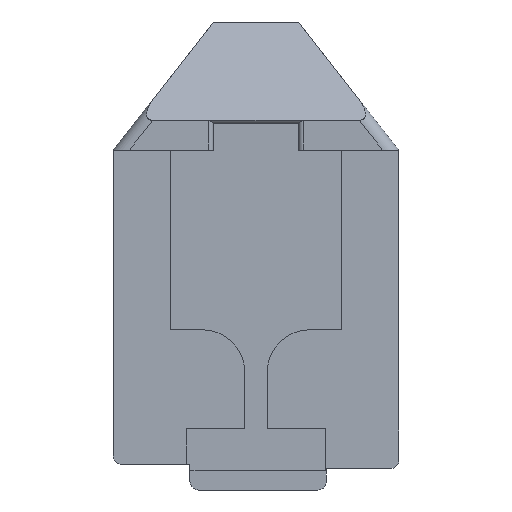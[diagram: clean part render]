
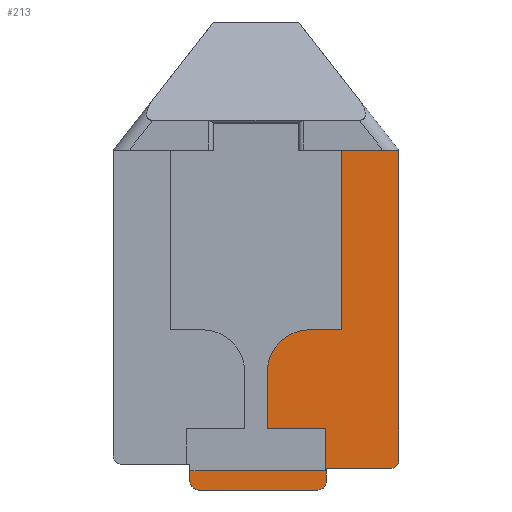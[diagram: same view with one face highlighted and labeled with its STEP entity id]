
A CAD part, front view. The second image highlights one B-rep face of the part: STEP entity #213.
In plain terms, the highlighted planar face has unit normal (0, -1, 0).
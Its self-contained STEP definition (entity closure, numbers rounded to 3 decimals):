
#5 = VERTEX_POINT ( 'NONE', #460 ) ;
#39 = VERTEX_POINT ( 'NONE', #108 ) ;
#66 = DIRECTION ( 'NONE',  ( -1., 0., 0. ) ) ;
#79 = EDGE_CURVE ( 'NONE', #971, #721, #102, .T. ) ;
#83 = LINE ( 'NONE', #894, #1997 ) ;
#85 = CARTESIAN_POINT ( 'NONE',  ( 16.35, 7.7, 0. ) ) ;
#87 = CARTESIAN_POINT ( 'NONE',  ( 20.1, 7.7, 33. ) ) ;
#88 = ORIENTED_EDGE ( 'NONE', *, *, #874, .T. ) ;
#102 = CIRCLE ( 'NONE', #1330, 10. ) ;
#108 = CARTESIAN_POINT ( 'NONE',  ( 16.35, 7.7, 9.85 ) ) ;
#115 = CARTESIAN_POINT ( 'NONE',  ( 20.1, 7.7, 75. ) ) ;
#122 = CARTESIAN_POINT ( 'NONE',  ( -15.45, 7.7, 0. ) ) ;
#124 = VERTEX_POINT ( 'NONE', #85 ) ;
#128 = ORIENTED_EDGE ( 'NONE', *, *, #1804, .T. ) ;
#132 = CARTESIAN_POINT ( 'NONE',  ( 20.1, 7.7, 33. ) ) ;
#139 = CARTESIAN_POINT ( 'NONE',  ( 33.45, 7.7, 2.5 ) ) ;
#146 = DIRECTION ( 'NONE',  ( 0., 0., 1. ) ) ;
#153 = EDGE_LOOP ( 'NONE', ( #839, #1781, #890, #1882, #2078, #834, #555, #524, #1513, #621, #88, #729, #599, #1075, #128, #523 ) ) ;
#184 = VERTEX_POINT ( 'NONE', #207 ) ;
#198 = EDGE_CURVE ( 'NONE', #910, #495, #1815, .T. ) ;
#202 = CARTESIAN_POINT ( 'NONE',  ( -15.45, 7.7, 0. ) ) ;
#207 = CARTESIAN_POINT ( 'NONE',  ( 16.45, 7.7, -2.5 ) ) ;
#210 = VECTOR ( 'NONE', #66, 1000. ) ;
#213 = ADVANCED_FACE ( 'NONE', ( #1022 ), #1952, .F. ) ;
#219 = CARTESIAN_POINT ( 'NONE',  ( 0., 7.7, -4.5 ) ) ;
#228 = CARTESIAN_POINT ( 'NONE',  ( 31.45, 7.7, 0.5 ) ) ;
#238 = LINE ( 'NONE', #2040, #526 ) ;
#242 = DIRECTION ( 'NONE',  ( -1., 0., 0. ) ) ;
#262 = EDGE_CURVE ( 'NONE', #184, #5, #1088, .T. ) ;
#296 = LINE ( 'NONE', #2073, #1287 ) ;
#303 = CARTESIAN_POINT ( 'NONE',  ( -13.45, 7.7, -2.5 ) ) ;
#306 = DIRECTION ( 'NONE',  ( -1., 0., 0. ) ) ;
#308 = DIRECTION ( 'NONE',  ( 0., 0., 1. ) ) ;
#339 = CARTESIAN_POINT ( 'NONE',  ( -13.45, 7.7, -4.5 ) ) ;
#404 = CARTESIAN_POINT ( 'NONE',  ( 16.35, 7.7, 0. ) ) ;
#426 = DIRECTION ( 'NONE',  ( 0., 1., 0. ) ) ;
#432 = EDGE_CURVE ( 'NONE', #1821, #1798, #2016, .T. ) ;
#438 = DIRECTION ( 'NONE',  ( 0., 0., 1. ) ) ;
#449 = VECTOR ( 'NONE', #438, 1000. ) ;
#453 = CIRCLE ( 'NONE', #488, 2. ) ;
#460 = CARTESIAN_POINT ( 'NONE',  ( 16.45, 7.7, 0.5 ) ) ;
#488 = AXIS2_PLACEMENT_3D ( 'NONE', #1169, #1819, #1017 ) ;
#495 = VERTEX_POINT ( 'NONE', #1649 ) ;
#523 = ORIENTED_EDGE ( 'NONE', *, *, #262, .T. ) ;
#524 = ORIENTED_EDGE ( 'NONE', *, *, #844, .F. ) ;
#526 = VECTOR ( 'NONE', #1847, 1000. ) ;
#543 = LINE ( 'NONE', #404, #983 ) ;
#555 = ORIENTED_EDGE ( 'NONE', *, *, #79, .F. ) ;
#561 = CARTESIAN_POINT ( 'NONE',  ( 16.35, 7.7, 9.85 ) ) ;
#594 = CARTESIAN_POINT ( 'NONE',  ( 12.6, 7.7, 33. ) ) ;
#599 = ORIENTED_EDGE ( 'NONE', *, *, #1844, .T. ) ;
#621 = ORIENTED_EDGE ( 'NONE', *, *, #1384, .F. ) ;
#625 = DIRECTION ( 'NONE',  ( 0., 0., 1. ) ) ;
#688 = CIRCLE ( 'NONE', #1904, 2. ) ;
#721 = VERTEX_POINT ( 'NONE', #594 ) ;
#725 = DIRECTION ( 'NONE',  ( 0., 0., 1. ) ) ;
#729 = ORIENTED_EDGE ( 'NONE', *, *, #198, .T. ) ;
#765 = DIRECTION ( 'NONE',  ( 0., 1., 0. ) ) ;
#777 = CARTESIAN_POINT ( 'NONE',  ( 16.45, 7.7, 0. ) ) ;
#785 = VECTOR ( 'NONE', #146, 1000. ) ;
#834 = ORIENTED_EDGE ( 'NONE', *, *, #1799, .F. ) ;
#839 = ORIENTED_EDGE ( 'NONE', *, *, #1660, .T. ) ;
#844 = EDGE_CURVE ( 'NONE', #1773, #971, #1547, .T. ) ;
#874 = EDGE_CURVE ( 'NONE', #124, #910, #1097, .T. ) ;
#890 = ORIENTED_EDGE ( 'NONE', *, *, #1347, .F. ) ;
#894 = CARTESIAN_POINT ( 'NONE',  ( 33.45, 7.7, 0. ) ) ;
#910 = VERTEX_POINT ( 'NONE', #122 ) ;
#911 = VECTOR ( 'NONE', #1458, 1000. ) ;
#964 = CARTESIAN_POINT ( 'NONE',  ( 2.6, 7.7, 9.85 ) ) ;
#971 = VERTEX_POINT ( 'NONE', #1029 ) ;
#983 = VECTOR ( 'NONE', #1040, 1000. ) ;
#1010 = AXIS2_PLACEMENT_3D ( 'NONE', #2072, #426, #308 ) ;
#1017 = DIRECTION ( 'NONE',  ( 0., 0., 1. ) ) ;
#1022 = FACE_OUTER_BOUND ( 'NONE', #153, .T. ) ;
#1029 = CARTESIAN_POINT ( 'NONE',  ( 2.6, 7.7, 23. ) ) ;
#1035 = CARTESIAN_POINT ( 'NONE',  ( -32.577, 7.7, 75. ) ) ;
#1040 = DIRECTION ( 'NONE',  ( 0., 0., 1. ) ) ;
#1075 = ORIENTED_EDGE ( 'NONE', *, *, #1089, .F. ) ;
#1088 = LINE ( 'NONE', #777, #785 ) ;
#1089 = EDGE_CURVE ( 'NONE', #1430, #1869, #1829, .T. ) ;
#1091 = VERTEX_POINT ( 'NONE', #228 ) ;
#1097 = LINE ( 'NONE', #1720, #1931 ) ;
#1126 = AXIS2_PLACEMENT_3D ( 'NONE', #303, #1288, #625 ) ;
#1140 = EDGE_CURVE ( 'NONE', #1091, #1836, #453, .T. ) ;
#1169 = CARTESIAN_POINT ( 'NONE',  ( 31.45, 7.7, 2.5 ) ) ;
#1179 = CARTESIAN_POINT ( 'NONE',  ( 14.45, 7.7, -4.5 ) ) ;
#1194 = CARTESIAN_POINT ( 'NONE',  ( 2.6, 7.7, 9.85 ) ) ;
#1226 = CARTESIAN_POINT ( 'NONE',  ( 12.6, 7.7, 23. ) ) ;
#1249 = VECTOR ( 'NONE', #1675, 1000. ) ;
#1287 = VECTOR ( 'NONE', #1694, 1000. ) ;
#1288 = DIRECTION ( 'NONE',  ( 0., -1., 0. ) ) ;
#1330 = AXIS2_PLACEMENT_3D ( 'NONE', #1226, #765, #1684 ) ;
#1332 = VECTOR ( 'NONE', #1875, 1000. ) ;
#1337 = LINE ( 'NONE', #1035, #1249 ) ;
#1347 = EDGE_CURVE ( 'NONE', #1556, #1836, #83, .T. ) ;
#1373 = VECTOR ( 'NONE', #242, 1000. ) ;
#1384 = EDGE_CURVE ( 'NONE', #124, #39, #543, .T. ) ;
#1430 = VERTEX_POINT ( 'NONE', #1179 ) ;
#1458 = DIRECTION ( 'NONE',  ( 0., 0., -1. ) ) ;
#1505 = DIRECTION ( 'NONE',  ( 0., -1., 0. ) ) ;
#1513 = ORIENTED_EDGE ( 'NONE', *, *, #1586, .F. ) ;
#1523 = CARTESIAN_POINT ( 'NONE',  ( 33.45, 7.7, 75. ) ) ;
#1547 = LINE ( 'NONE', #964, #1332 ) ;
#1556 = VERTEX_POINT ( 'NONE', #1523 ) ;
#1586 = EDGE_CURVE ( 'NONE', #39, #1773, #1668, .T. ) ;
#1649 = CARTESIAN_POINT ( 'NONE',  ( -15.45, 7.7, -2.5 ) ) ;
#1660 = EDGE_CURVE ( 'NONE', #5, #1091, #296, .T. ) ;
#1668 = LINE ( 'NONE', #561, #1373 ) ;
#1675 = DIRECTION ( 'NONE',  ( 1., 0., 0. ) ) ;
#1682 = DIRECTION ( 'NONE',  ( 0., 0., -1. ) ) ;
#1684 = DIRECTION ( 'NONE',  ( 0., 0., 1. ) ) ;
#1694 = DIRECTION ( 'NONE',  ( 1., 0., 0. ) ) ;
#1720 = CARTESIAN_POINT ( 'NONE',  ( 0., 7.7, 0. ) ) ;
#1773 = VERTEX_POINT ( 'NONE', #1194 ) ;
#1781 = ORIENTED_EDGE ( 'NONE', *, *, #1140, .T. ) ;
#1798 = VERTEX_POINT ( 'NONE', #115 ) ;
#1799 = EDGE_CURVE ( 'NONE', #721, #1821, #238, .T. ) ;
#1801 = EDGE_CURVE ( 'NONE', #1798, #1556, #1337, .T. ) ;
#1804 = EDGE_CURVE ( 'NONE', #1430, #184, #688, .T. ) ;
#1815 = LINE ( 'NONE', #202, #911 ) ;
#1819 = DIRECTION ( 'NONE',  ( 0., -1., 0. ) ) ;
#1821 = VERTEX_POINT ( 'NONE', #87 ) ;
#1829 = LINE ( 'NONE', #219, #210 ) ;
#1836 = VERTEX_POINT ( 'NONE', #139 ) ;
#1844 = EDGE_CURVE ( 'NONE', #495, #1869, #1939, .T. ) ;
#1847 = DIRECTION ( 'NONE',  ( 1., 0., 0. ) ) ;
#1869 = VERTEX_POINT ( 'NONE', #339 ) ;
#1875 = DIRECTION ( 'NONE',  ( 0., 0., 1. ) ) ;
#1882 = ORIENTED_EDGE ( 'NONE', *, *, #1801, .F. ) ;
#1904 = AXIS2_PLACEMENT_3D ( 'NONE', #2024, #1505, #725 ) ;
#1931 = VECTOR ( 'NONE', #306, 1000. ) ;
#1939 = CIRCLE ( 'NONE', #1126, 2. ) ;
#1952 = PLANE ( 'NONE',  #1010 ) ;
#1997 = VECTOR ( 'NONE', #1682, 1000. ) ;
#2016 = LINE ( 'NONE', #132, #449 ) ;
#2024 = CARTESIAN_POINT ( 'NONE',  ( 14.45, 7.7, -2.5 ) ) ;
#2040 = CARTESIAN_POINT ( 'NONE',  ( 2.6, 7.7, 33. ) ) ;
#2072 = CARTESIAN_POINT ( 'NONE',  ( 0., 7.7, 0. ) ) ;
#2073 = CARTESIAN_POINT ( 'NONE',  ( 0., 7.7, 0.5 ) ) ;
#2078 = ORIENTED_EDGE ( 'NONE', *, *, #432, .F. ) ;
